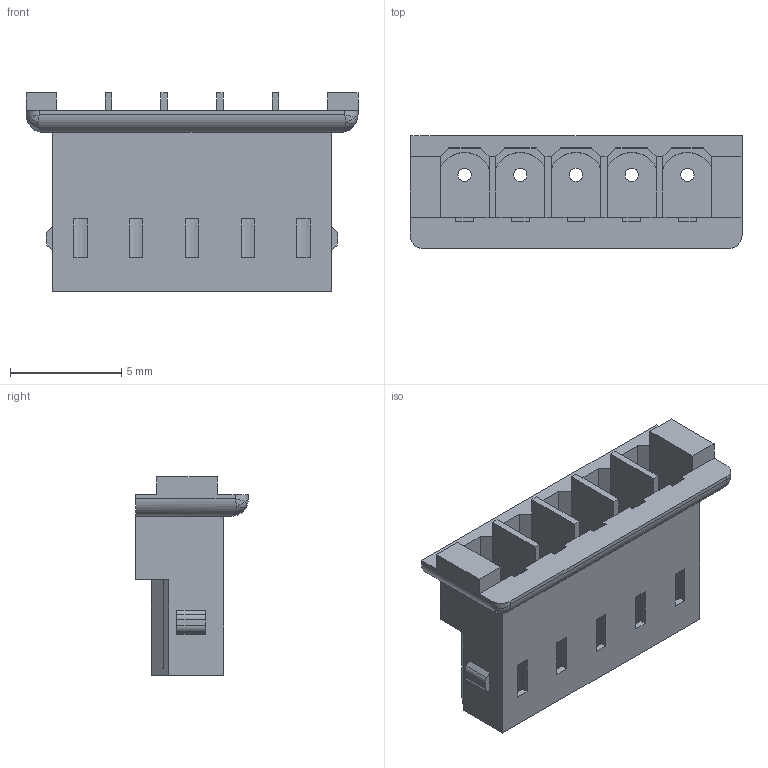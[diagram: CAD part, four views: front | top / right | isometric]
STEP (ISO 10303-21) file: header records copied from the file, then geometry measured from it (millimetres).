
FILE_DESCRIPTION((''),'2;1');
FILE_NAME('2318HM-05','2020-12-03T14:28:20',('User'),(''),'CREO PARAMETRIC BY PTC INC, 2018100','CREO PARAMETRIC BY PTC INC, 2018100','');
FILE_SCHEMA(('CONFIG_CONTROL_DESIGN'));
Length unit declared in the file: millimetre
Products named in the file (1): 2318HM-05
Bounding box: 14.9 x 5.07 x 8.91 mm (x, y, z)
Volume: 137.9 mm3; surface area: 827.9 mm2
Topology: 1 solids, 1 shells, 187 faces, 507 edges, 324 vertices
Faces by surface type: plane 135, cylinder 34, cone 10, bspline 6, sphere 2
Entity records: 6075 total; most frequent: CARTESIAN_POINT 1280, ORIENTED_EDGE 1014, DIRECTION 935, EDGE_CURVE 507, VECTOR 417, LINE 417, VERTEX_POINT 324, AXIS2_PLACEMENT_3D 259
